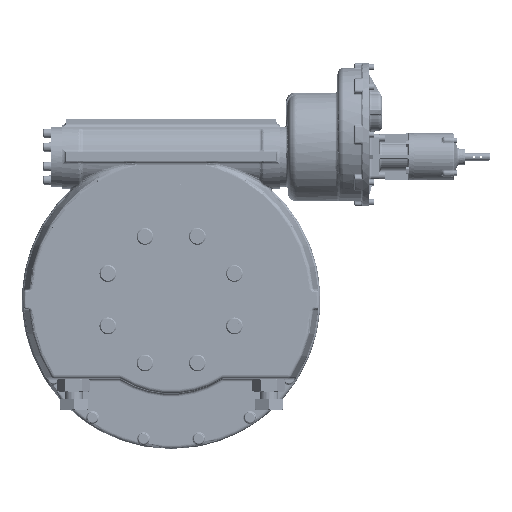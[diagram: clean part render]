
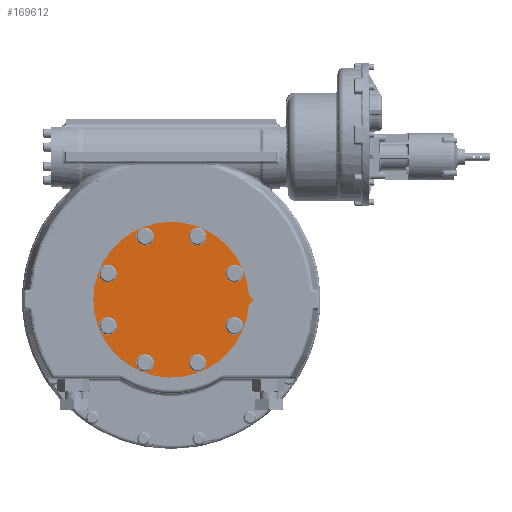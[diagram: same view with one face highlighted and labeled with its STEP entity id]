
A CAD part, top view. The second image highlights one B-rep face of the part: STEP entity #169612.
In plain terms, the highlighted planar face has unit normal (0, 0, 1).
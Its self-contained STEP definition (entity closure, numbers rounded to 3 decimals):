
#14436=CIRCLE('',#181781,207.5);
#14439=CIRCLE('',#181788,23.5);
#14440=CIRCLE('',#181789,23.5);
#14441=CIRCLE('',#181790,23.5);
#14442=CIRCLE('',#181791,23.5);
#14443=CIRCLE('',#181792,23.5);
#14444=CIRCLE('',#181793,23.5);
#14445=CIRCLE('',#181794,23.5);
#14446=CIRCLE('',#181795,23.5);
#62671=ORIENTED_EDGE('',*,*,#88021,.F.);
#62672=ORIENTED_EDGE('',*,*,#88022,.F.);
#62673=ORIENTED_EDGE('',*,*,#88023,.F.);
#62674=ORIENTED_EDGE('',*,*,#88024,.F.);
#62675=ORIENTED_EDGE('',*,*,#88025,.F.);
#62676=ORIENTED_EDGE('',*,*,#88026,.F.);
#62677=ORIENTED_EDGE('',*,*,#88027,.F.);
#62678=ORIENTED_EDGE('',*,*,#88028,.F.);
#62679=ORIENTED_EDGE('',*,*,#88013,.T.);
#62680=ORIENTED_EDGE('',*,*,#88018,.T.);
#62681=ORIENTED_EDGE('',*,*,#88016,.T.);
#88013=EDGE_CURVE('',#104360,#104361,#118565,.T.);
#88016=EDGE_CURVE('',#104362,#104360,#14436,.T.);
#88018=EDGE_CURVE('',#104361,#104362,#118569,.T.);
#88021=EDGE_CURVE('',#104365,#104365,#14439,.T.);
#88022=EDGE_CURVE('',#104366,#104366,#14440,.T.);
#88023=EDGE_CURVE('',#104367,#104367,#14441,.T.);
#88024=EDGE_CURVE('',#104368,#104368,#14442,.T.);
#88025=EDGE_CURVE('',#104369,#104369,#14443,.T.);
#88026=EDGE_CURVE('',#104370,#104370,#14444,.T.);
#88027=EDGE_CURVE('',#104371,#104371,#14445,.T.);
#88028=EDGE_CURVE('',#104372,#104372,#14446,.T.);
#104360=VERTEX_POINT('',#358076);
#104361=VERTEX_POINT('',#358077);
#104362=VERTEX_POINT('',#358082);
#104365=VERTEX_POINT('',#358094);
#104366=VERTEX_POINT('',#358096);
#104367=VERTEX_POINT('',#358098);
#104368=VERTEX_POINT('',#358100);
#104369=VERTEX_POINT('',#358102);
#104370=VERTEX_POINT('',#358104);
#104371=VERTEX_POINT('',#358106);
#104372=VERTEX_POINT('',#358108);
#118565=LINE('',#358075,#132374);
#118569=LINE('',#358085,#132378);
#132374=VECTOR('',#219242,1000.);
#132378=VECTOR('',#219252,1000.);
#142952=EDGE_LOOP('',(#62671));
#142953=EDGE_LOOP('',(#62672));
#142954=EDGE_LOOP('',(#62673));
#142955=EDGE_LOOP('',(#62674));
#142956=EDGE_LOOP('',(#62675));
#142957=EDGE_LOOP('',(#62676));
#142958=EDGE_LOOP('',(#62677));
#142959=EDGE_LOOP('',(#62678));
#142960=EDGE_LOOP('',(#62679,#62680,#62681));
#153904=FACE_BOUND('',#142952,.T.);
#153905=FACE_BOUND('',#142953,.T.);
#153906=FACE_BOUND('',#142954,.T.);
#153907=FACE_BOUND('',#142955,.T.);
#153908=FACE_BOUND('',#142956,.T.);
#153909=FACE_BOUND('',#142957,.T.);
#153910=FACE_BOUND('',#142958,.T.);
#153911=FACE_BOUND('',#142959,.T.);
#153912=FACE_BOUND('',#142960,.T.);
#160242=PLANE('',#181787);
#169612=ADVANCED_FACE('',(#153904,#153905,#153906,#153907,#153908,#153909,
#153910,#153911,#153912),#160242,.T.);
#181781=AXIS2_PLACEMENT_3D('',#358081,#219247,#219248);
#181787=AXIS2_PLACEMENT_3D('',#358092,#219261,#219262);
#181788=AXIS2_PLACEMENT_3D('',#358093,#219263,#219264);
#181789=AXIS2_PLACEMENT_3D('',#358095,#219265,#219266);
#181790=AXIS2_PLACEMENT_3D('',#358097,#219267,#219268);
#181791=AXIS2_PLACEMENT_3D('',#358099,#219269,#219270);
#181792=AXIS2_PLACEMENT_3D('',#358101,#219271,#219272);
#181793=AXIS2_PLACEMENT_3D('',#358103,#219273,#219274);
#181794=AXIS2_PLACEMENT_3D('',#358105,#219275,#219276);
#181795=AXIS2_PLACEMENT_3D('',#358107,#219277,#219278);
#219242=DIRECTION('',(0.707,0.707,0.));
#219247=DIRECTION('',(0.,0.,1.));
#219248=DIRECTION('',(1.,0.,0.));
#219252=DIRECTION('',(-0.707,0.707,0.));
#219261=DIRECTION('',(0.,0.,1.));
#219262=DIRECTION('',(1.,0.,0.));
#219263=DIRECTION('',(0.,0.,1.));
#219264=DIRECTION('',(0.707,-0.707,0.));
#219265=DIRECTION('',(0.,0.,1.));
#219266=DIRECTION('',(-0.707,-0.707,0.));
#219267=DIRECTION('',(0.,0.,1.));
#219268=DIRECTION('',(0.707,0.707,0.));
#219269=DIRECTION('',(0.,0.,1.));
#219270=DIRECTION('',(1.,0.,0.));
#219271=DIRECTION('',(0.,0.,1.));
#219272=DIRECTION('',(0.,-1.,0.));
#219273=DIRECTION('',(0.,0.,1.));
#219274=DIRECTION('',(-0.707,0.707,0.));
#219275=DIRECTION('',(0.,0.,1.));
#219276=DIRECTION('',(0.,1.,0.));
#219277=DIRECTION('',(0.,0.,1.));
#219278=DIRECTION('',(-1.,0.,0.));
#358075=CARTESIAN_POINT('',(220.,0.,90.75));
#358076=CARTESIAN_POINT('',(207.099,-12.901,90.75));
#358077=CARTESIAN_POINT('',(220.,0.,90.75));
#358081=CARTESIAN_POINT('',(0.,0.,
90.75));
#358082=CARTESIAN_POINT('',(207.099,12.901,90.75));
#358085=CARTESIAN_POINT('',(220.,0.,90.75));
#358092=CARTESIAN_POINT('',(0.,0.,
90.75));
#358093=CARTESIAN_POINT('',(-69.84,168.608,90.75));
#358094=CARTESIAN_POINT('',(-53.223,151.991,90.75));
#358095=CARTESIAN_POINT('',(168.608,69.84,90.75));
#358096=CARTESIAN_POINT('',(151.991,53.223,90.75));
#358097=CARTESIAN_POINT('',(-168.608,-69.84,90.75));
#358098=CARTESIAN_POINT('',(-151.991,-53.223,90.75));
#358099=CARTESIAN_POINT('',(-168.608,69.84,90.75));
#358100=CARTESIAN_POINT('',(-145.108,69.84,90.75));
#358101=CARTESIAN_POINT('',(69.84,168.608,90.75));
#358102=CARTESIAN_POINT('',(69.84,145.108,90.75));
#358103=CARTESIAN_POINT('',(69.84,-168.608,90.75));
#358104=CARTESIAN_POINT('',(53.223,-151.991,90.75));
#358105=CARTESIAN_POINT('',(-69.84,-168.608,90.75));
#358106=CARTESIAN_POINT('',(-69.84,-145.108,90.75));
#358107=CARTESIAN_POINT('',(168.608,-69.84,90.75));
#358108=CARTESIAN_POINT('',(145.108,-69.84,90.75));
